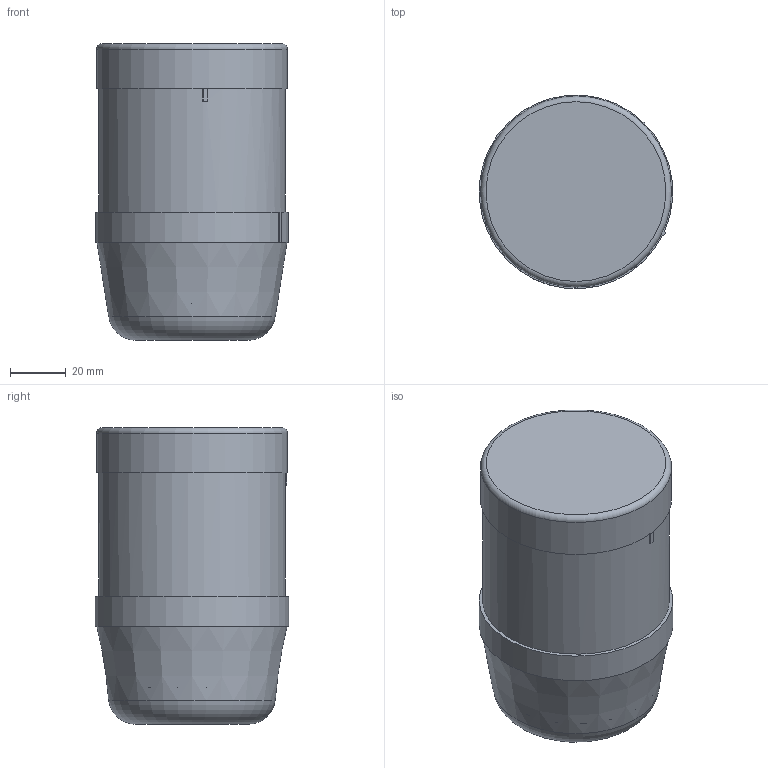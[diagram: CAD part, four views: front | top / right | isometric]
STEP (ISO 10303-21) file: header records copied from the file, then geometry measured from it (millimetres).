
FILE_DESCRIPTION((''),'2;1');
FILE_NAME('127372.stp','2019-09-30T14:26:54',('e.eickhoff'),(''),'Autodesk Inventor 2012','Autodesk Inventor 2012','');
FILE_SCHEMA(('AUTOMOTIVE_DESIGN { 1 0 10303 214 1 1 1 1 }'));
Length unit declared in the file: millimetre
Products named in the file (4): 127372; Deckel; Grundmodule; Weiß
Assembly tree (3 placements, depth 2):
  127372
    Deckel
    Grundmodule
    Weiß
Bounding box: 69.3 x 69.3 x 106.4 mm (x, y, z)
Volume: 99583.1 mm3; surface area: 74982.4 mm2
Topology: 3 solids, 3 shells, 48 faces, 84 edges, 55 vertices
Faces by surface type: plane 26, cylinder 17, torus 4, cone 1
Full cylindrical faces by diameter (mm): 15.6 x1, 17.9 x1, 19.6 x1, 20.9 x1, 22.563 x1, 26.5 x1, 28.5 x1, 60.2 x1, 61.5 x1, 63.2 x1, 63.5 x2, 63.7 x1, 63.9 x1, 67 x1, 68.5 x1
Entity records: 1209 total; most frequent: DIRECTION 212, CARTESIAN_POINT 169, ORIENTED_EDGE 122, AXIS2_PLACEMENT_3D 96, EDGE_LOOP 86, EDGE_CURVE 61, VERTEX_POINT 53, FACE_OUTER_BOUND 48
